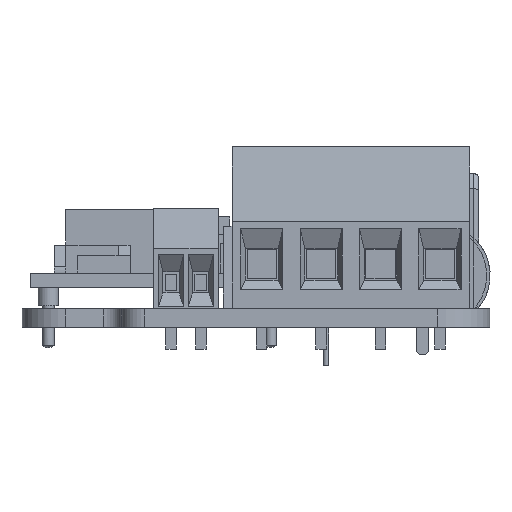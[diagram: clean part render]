
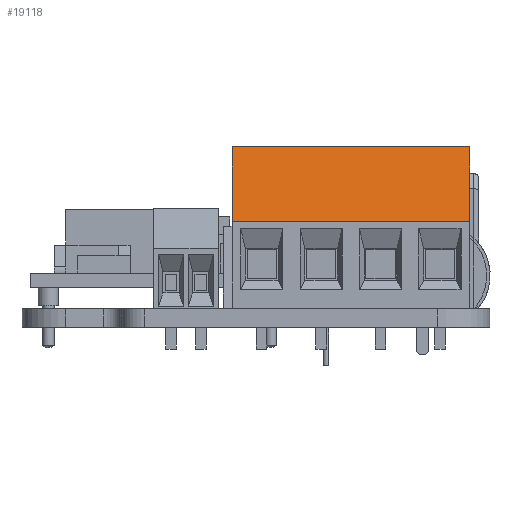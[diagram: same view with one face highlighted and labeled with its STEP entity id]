
A CAD part, front view. The second image highlights one B-rep face of the part: STEP entity #19118.
In plain terms, the highlighted planar face has unit normal (0, -0.974, 0.228).
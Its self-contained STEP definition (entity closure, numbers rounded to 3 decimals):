
#18811 = EDGE_CURVE('',#18812,#18814,#18816,.T.);
#18812 = VERTEX_POINT('',#18813);
#18813 = CARTESIAN_POINT('',(143.21,-129.35,15.45));
#18814 = VERTEX_POINT('',#18815);
#18815 = CARTESIAN_POINT('',(143.21,-130.85,9.05));
#18816 = SURFACE_CURVE('',#18817,(#18821,#18833),.PCURVE_S1.);
#18817 = LINE('',#18818,#18819);
#18818 = CARTESIAN_POINT('',(143.21,-129.35,15.45));
#18819 = VECTOR('',#18820,1.);
#18820 = DIRECTION('',(0.,-0.228,-0.974));
#18821 = PCURVE('',#18822,#18827);
#18822 = PLANE('',#18823);
#18823 = AXIS2_PLACEMENT_3D('',#18824,#18825,#18826);
#18824 = CARTESIAN_POINT('',(143.21,-126.45,8.55));
#18825 = DIRECTION('',(1.,0.,0.));
#18826 = DIRECTION('',(0.,0.,1.));
#18827 = DEFINITIONAL_REPRESENTATION('',(#18828),#18832);
#18828 = LINE('',#18829,#18830);
#18829 = CARTESIAN_POINT('',(6.9,2.9));
#18830 = VECTOR('',#18831,1.);
#18831 = DIRECTION('',(-0.974,0.228));
#18832 = ( GEOMETRIC_REPRESENTATION_CONTEXT(2) 
PARAMETRIC_REPRESENTATION_CONTEXT() REPRESENTATION_CONTEXT('2D SPACE',''
  ) );
#18833 = PCURVE('',#18834,#18839);
#18834 = PLANE('',#18835);
#18835 = AXIS2_PLACEMENT_3D('',#18836,#18837,#18838);
#18836 = CARTESIAN_POINT('',(143.21,-129.35,15.45));
#18837 = DIRECTION('',(0.,0.974,-0.228));
#18838 = DIRECTION('',(0.,-0.228,-0.974));
#18839 = DEFINITIONAL_REPRESENTATION('',(#18840),#18844);
#18840 = LINE('',#18841,#18842);
#18841 = CARTESIAN_POINT('',(0.,0.));
#18842 = VECTOR('',#18843,1.);
#18843 = DIRECTION('',(1.,0.));
#18844 = ( GEOMETRIC_REPRESENTATION_CONTEXT(2) 
PARAMETRIC_REPRESENTATION_CONTEXT() REPRESENTATION_CONTEXT('2D SPACE',''
  ) );
#18862 = PLANE('',#18863);
#18863 = AXIS2_PLACEMENT_3D('',#18864,#18865,#18866);
#18864 = CARTESIAN_POINT('',(143.21,-130.85,9.05));
#18865 = DIRECTION('',(0.,0.,-1.));
#18866 = DIRECTION('',(0.,-1.,0.));
#19107 = PLANE('',#19108);
#19108 = AXIS2_PLACEMENT_3D('',#19109,#19110,#19111);
#19109 = CARTESIAN_POINT('',(143.21,-121.55,15.45));
#19110 = DIRECTION('',(0.,0.,-1.));
#19111 = DIRECTION('',(0.,-1.,0.));
#19118 = ADVANCED_FACE('',(#19119),#18834,.F.);
#19119 = FACE_BOUND('',#19120,.F.);
#19120 = EDGE_LOOP('',(#19121,#19144,#19172,#19193));
#19121 = ORIENTED_EDGE('',*,*,#19122,.T.);
#19122 = EDGE_CURVE('',#18812,#19123,#19125,.T.);
#19123 = VERTEX_POINT('',#19124);
#19124 = CARTESIAN_POINT('',(163.53,-129.35,15.45));
#19125 = SURFACE_CURVE('',#19126,(#19130,#19137),.PCURVE_S1.);
#19126 = LINE('',#19127,#19128);
#19127 = CARTESIAN_POINT('',(143.21,-129.35,15.45));
#19128 = VECTOR('',#19129,1.);
#19129 = DIRECTION('',(1.,0.,0.));
#19130 = PCURVE('',#18834,#19131);
#19131 = DEFINITIONAL_REPRESENTATION('',(#19132),#19136);
#19132 = LINE('',#19133,#19134);
#19133 = CARTESIAN_POINT('',(0.,0.));
#19134 = VECTOR('',#19135,1.);
#19135 = DIRECTION('',(0.,-1.));
#19136 = ( GEOMETRIC_REPRESENTATION_CONTEXT(2) 
PARAMETRIC_REPRESENTATION_CONTEXT() REPRESENTATION_CONTEXT('2D SPACE',''
  ) );
#19137 = PCURVE('',#19107,#19138);
#19138 = DEFINITIONAL_REPRESENTATION('',(#19139),#19143);
#19139 = LINE('',#19140,#19141);
#19140 = CARTESIAN_POINT('',(7.8,0.));
#19141 = VECTOR('',#19142,1.);
#19142 = DIRECTION('',(0.,-1.));
#19143 = ( GEOMETRIC_REPRESENTATION_CONTEXT(2) 
PARAMETRIC_REPRESENTATION_CONTEXT() REPRESENTATION_CONTEXT('2D SPACE',''
  ) );
#19144 = ORIENTED_EDGE('',*,*,#19145,.T.);
#19145 = EDGE_CURVE('',#19123,#19146,#19148,.T.);
#19146 = VERTEX_POINT('',#19147);
#19147 = CARTESIAN_POINT('',(163.53,-130.85,9.05));
#19148 = SURFACE_CURVE('',#19149,(#19153,#19160),.PCURVE_S1.);
#19149 = LINE('',#19150,#19151);
#19150 = CARTESIAN_POINT('',(163.53,-129.35,15.45));
#19151 = VECTOR('',#19152,1.);
#19152 = DIRECTION('',(0.,-0.228,-0.974));
#19153 = PCURVE('',#18834,#19154);
#19154 = DEFINITIONAL_REPRESENTATION('',(#19155),#19159);
#19155 = LINE('',#19156,#19157);
#19156 = CARTESIAN_POINT('',(0.,-20.32));
#19157 = VECTOR('',#19158,1.);
#19158 = DIRECTION('',(1.,0.));
#19159 = ( GEOMETRIC_REPRESENTATION_CONTEXT(2) 
PARAMETRIC_REPRESENTATION_CONTEXT() REPRESENTATION_CONTEXT('2D SPACE',''
  ) );
#19160 = PCURVE('',#19161,#19166);
#19161 = PLANE('',#19162);
#19162 = AXIS2_PLACEMENT_3D('',#19163,#19164,#19165);
#19163 = CARTESIAN_POINT('',(163.53,-126.45,8.55));
#19164 = DIRECTION('',(1.,0.,0.));
#19165 = DIRECTION('',(0.,0.,1.));
#19166 = DEFINITIONAL_REPRESENTATION('',(#19167),#19171);
#19167 = LINE('',#19168,#19169);
#19168 = CARTESIAN_POINT('',(6.9,2.9));
#19169 = VECTOR('',#19170,1.);
#19170 = DIRECTION('',(-0.974,0.228));
#19171 = ( GEOMETRIC_REPRESENTATION_CONTEXT(2) 
PARAMETRIC_REPRESENTATION_CONTEXT() REPRESENTATION_CONTEXT('2D SPACE',''
  ) );
#19172 = ORIENTED_EDGE('',*,*,#19173,.F.);
#19173 = EDGE_CURVE('',#18814,#19146,#19174,.T.);
#19174 = SURFACE_CURVE('',#19175,(#19179,#19186),.PCURVE_S1.);
#19175 = LINE('',#19176,#19177);
#19176 = CARTESIAN_POINT('',(143.21,-130.85,9.05));
#19177 = VECTOR('',#19178,1.);
#19178 = DIRECTION('',(1.,0.,0.));
#19179 = PCURVE('',#18834,#19180);
#19180 = DEFINITIONAL_REPRESENTATION('',(#19181),#19185);
#19181 = LINE('',#19182,#19183);
#19182 = CARTESIAN_POINT('',(6.573,0.));
#19183 = VECTOR('',#19184,1.);
#19184 = DIRECTION('',(0.,-1.));
#19185 = ( GEOMETRIC_REPRESENTATION_CONTEXT(2) 
PARAMETRIC_REPRESENTATION_CONTEXT() REPRESENTATION_CONTEXT('2D SPACE',''
  ) );
#19186 = PCURVE('',#18862,#19187);
#19187 = DEFINITIONAL_REPRESENTATION('',(#19188),#19192);
#19188 = LINE('',#19189,#19190);
#19189 = CARTESIAN_POINT('',(0.,-0.));
#19190 = VECTOR('',#19191,1.);
#19191 = DIRECTION('',(0.,-1.));
#19192 = ( GEOMETRIC_REPRESENTATION_CONTEXT(2) 
PARAMETRIC_REPRESENTATION_CONTEXT() REPRESENTATION_CONTEXT('2D SPACE',''
  ) );
#19193 = ORIENTED_EDGE('',*,*,#18811,.F.);
